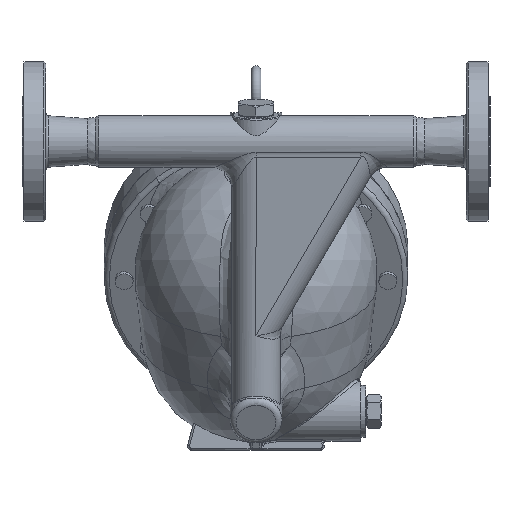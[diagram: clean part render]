
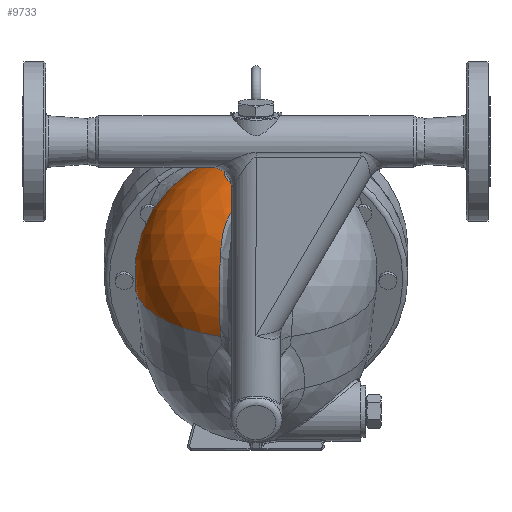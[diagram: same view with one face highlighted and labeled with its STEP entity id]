
A CAD part, left-side view. The second image highlights one B-rep face of the part: STEP entity #9733.
In plain terms, the highlighted spherical face has radius 122 mm.
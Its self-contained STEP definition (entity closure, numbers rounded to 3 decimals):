
#4169=CARTESIAN_POINT('',(130.124,99.481,-114.408));
#4170=VERTEX_POINT('',#4169);
#4178=CARTESIAN_POINT('',(79.051,55.924,-25.947));
#4179=VERTEX_POINT('',#4178);
#4180=CARTESIAN_POINT('',(121.154,0.,-98.873));
#4181=DIRECTION('',(0.866,0.,0.5));
#4182=DIRECTION('',(-0.089,-0.984,0.154));
#4183=AXIS2_PLACEMENT_3D('',#4180,#4181,#4182);
#4184=CIRCLE('',#4183,101.086);
#4185=EDGE_CURVE('',#4170,#4179,#4184,.T.);
#9606=CARTESIAN_POINT('',(62.,0.0,-133.025));
#9607=DIRECTION('',(0.0,0.0,1.0));
#9608=DIRECTION('',(1.0,0.0,0.0));
#9609=AXIS2_PLACEMENT_3D('',#9606,#9607,#9608);
#9610=SPHERICAL_SURFACE('',#9609,122.);
#9611=CARTESIAN_POINT('',(-37.208,20.03,-64.904));
#9612=VERTEX_POINT('',#9611);
#9613=CARTESIAN_POINT('',(-36.436,35.429,-195.787));
#9614=VERTEX_POINT('',#9613);
#9615=CARTESIAN_POINT('',(-37.208,20.03,-64.904));
#9616=CARTESIAN_POINT('',(-37.482,20.588,-65.468));
#9617=CARTESIAN_POINT('',(-38.041,21.663,-66.629));
#9618=CARTESIAN_POINT('',(-39.18,23.638,-69.052));
#9619=CARTESIAN_POINT('',(-40.645,25.832,-72.287));
#9620=CARTESIAN_POINT('',(-42.12,27.692,-75.744));
#9621=CARTESIAN_POINT('',(-43.283,28.998,-78.612));
#9622=CARTESIAN_POINT('',(-44.236,29.989,-81.049));
#9623=CARTESIAN_POINT('',(-45.257,30.961,-83.781));
#9624=CARTESIAN_POINT('',(-46.325,31.883,-86.799));
#9625=CARTESIAN_POINT('',(-48.026,33.22,-91.908));
#9626=CARTESIAN_POINT('',(-50.482,34.786,-100.344));
#9627=CARTESIAN_POINT('',(-52.554,35.706,-110.187));
#9628=CARTESIAN_POINT('',(-53.6,36.079,-117.935));
#9629=CARTESIAN_POINT('',(-54.027,36.22,-122.369));
#9630=CARTESIAN_POINT('',(-54.338,36.323,-126.794));
#9631=CARTESIAN_POINT('',(-54.508,36.392,-132.349));
#9632=CARTESIAN_POINT('',(-54.373,36.416,-137.924));
#9633=CARTESIAN_POINT('',(-54.076,36.423,-142.375));
#9634=CARTESIAN_POINT('',(-53.443,36.425,-149.038));
#9635=CARTESIAN_POINT('',(-52.239,36.424,-156.191));
#9636=CARTESIAN_POINT('',(-50.354,36.424,-163.72));
#9637=CARTESIAN_POINT('',(-48.46,36.413,-170.123));
#9638=CARTESIAN_POINT('',(-45.584,36.357,-177.987));
#9639=CARTESIAN_POINT('',(-41.383,36.107,-187.118));
#9640=CARTESIAN_POINT('',(-38.145,35.713,-192.947));
#9641=CARTESIAN_POINT('',(-36.436,35.429,-195.787));
#9642=B_SPLINE_CURVE_WITH_KNOTS('',3,(#9615,#9616,#9617,#9618,#9619,#9620,#9621,#9622,#9623,#9624,#9625,#9626,#9627,#9628,#9629,#9630,#9631,#9632,#9633,#9634,#9635,#9636,#9637,#9638,#9639,#9640,#9641),.UNSPECIFIED.,.F.,.U.,(4,1,1,1,1,1,1,1,1,1,1,1,1,1,1,1,1,1,1,1,1,1,1,1,4),(-69.263,-68.978,-68.694,-68.126,-67.557,-67.273,-66.988,-66.609,-66.23,-65.851,-64.714,-63.198,-62.44,-62.061,-61.682,-60.924,-60.166,-59.787,-59.408,-57.892,-57.323,-56.755,-55.618,-54.481,-53.344),.UNSPECIFIED.);
#9643=EDGE_CURVE('',#9612,#9614,#9642,.T.);
#9644=ORIENTED_EDGE('',*,*,#9643,.F.);
#9645=CARTESIAN_POINT('',(-21.022,20.03,-45.904));
#9646=VERTEX_POINT('',#9645);
#9647=CARTESIAN_POINT('',(62.,20.03,-133.025));
#9648=DIRECTION('',(0.0,-1.,0.0));
#9649=DIRECTION('',(0.767,0.0,-0.642));
#9650=AXIS2_PLACEMENT_3D('',#9647,#9648,#9649);
#9651=CIRCLE('',#9650,120.345);
#9652=EDGE_CURVE('',#9646,#9612,#9651,.T.);
#9653=ORIENTED_EDGE('',*,*,#9652,.F.);
#9654=CARTESIAN_POINT('',(20.869,26.968,-21.379));
#9655=VERTEX_POINT('',#9654);
#9656=CARTESIAN_POINT('',(20.869,26.968,-21.379));
#9657=CARTESIAN_POINT('',(20.422,27.251,-21.612));
#9658=CARTESIAN_POINT('',(19.341,27.897,-22.177));
#9659=CARTESIAN_POINT('',(16.929,29.153,-23.448));
#9660=CARTESIAN_POINT('',(13.554,30.486,-25.251));
#9661=CARTESIAN_POINT('',(8.956,31.622,-27.759));
#9662=CARTESIAN_POINT('',(4.72,31.991,-30.129));
#9663=CARTESIAN_POINT('',(1.466,31.845,-31.993));
#9664=CARTESIAN_POINT('',(-0.383,31.641,-33.065));
#9665=CARTESIAN_POINT('',(-2.227,31.355,-34.142));
#9666=CARTESIAN_POINT('',(-4.51,30.845,-35.493));
#9667=CARTESIAN_POINT('',(-7.64,29.851,-37.376));
#9668=CARTESIAN_POINT('',(-10.433,28.61,-39.092));
#9669=CARTESIAN_POINT('',(-12.887,27.215,-40.628));
#9670=CARTESIAN_POINT('',(-15.273,25.639,-42.14));
#9671=CARTESIAN_POINT('',(-17.523,23.802,-43.593));
#9672=CARTESIAN_POINT('',(-19.591,21.722,-44.952));
#9673=CARTESIAN_POINT('',(-20.557,20.607,-45.593));
#9674=CARTESIAN_POINT('',(-21.022,20.03,-45.904));
#9675=B_SPLINE_CURVE_WITH_KNOTS('',3,(#9656,#9657,#9658,#9659,#9660,#9661,#9662,#9663,#9664,#9665,#9666,#9667,#9668,#9669,#9670,#9671,#9672,#9673,#9674),.UNSPECIFIED.,.F.,.U.,(4,1,1,1,1,1,1,1,1,1,1,1,1,1,1,1,4),(-22.914,-22.73,-22.473,-21.96,-21.446,-20.762,-20.42,-20.248,-20.077,-19.735,-19.393,-18.879,-18.623,-18.366,-17.852,-17.596,-17.339),.UNSPECIFIED.);
#9676=EDGE_CURVE('',#9655,#9646,#9675,.T.);
#9677=ORIENTED_EDGE('',*,*,#9676,.F.);
#9678=CARTESIAN_POINT('',(30.885,16.892,-16.276));
#9679=VERTEX_POINT('',#9678);
#9680=CARTESIAN_POINT('',(30.885,16.892,-16.276));
#9681=CARTESIAN_POINT('',(30.472,17.554,-16.482));
#9682=CARTESIAN_POINT('',(29.605,18.836,-16.915));
#9683=CARTESIAN_POINT('',(27.698,21.257,-17.873));
#9684=CARTESIAN_POINT('',(25.012,23.994,-19.236));
#9685=CARTESIAN_POINT('',(22.456,25.945,-20.553));
#9686=CARTESIAN_POINT('',(21.044,26.857,-21.288));
#9687=CARTESIAN_POINT('',(20.869,26.968,-21.379));
#9688=B_SPLINE_CURVE_WITH_KNOTS('',3,(#9680,#9681,#9682,#9683,#9684,#9685,#9686,#9687),.UNSPECIFIED.,.F.,.U.,(4,1,1,1,1,4),(-24.527,-24.27,-24.013,-23.5,-22.987,-22.914),.UNSPECIFIED.);
#9689=EDGE_CURVE('',#9679,#9655,#9688,.T.);
#9690=ORIENTED_EDGE('',*,*,#9689,.F.);
#9691=CARTESIAN_POINT('',(79.293,16.892,-13.444));
#9692=VERTEX_POINT('',#9691);
#9693=CARTESIAN_POINT('',(62.,16.892,-133.025));
#9694=DIRECTION('',(0.0,-1.0,0.0));
#9695=DIRECTION('',(-0.046,0.0,0.999));
#9696=AXIS2_PLACEMENT_3D('',#9693,#9694,#9695);
#9697=CIRCLE('',#9696,120.825);
#9698=EDGE_CURVE('',#9692,#9679,#9697,.T.);
#9699=ORIENTED_EDGE('',*,*,#9698,.F.);
#9700=CARTESIAN_POINT('',(78.331,43.777,-20.327));
#9701=VERTEX_POINT('',#9700);
#9702=CARTESIAN_POINT('',(79.293,16.892,-13.444));
#9703=CARTESIAN_POINT('',(79.199,22.292,-14.194));
#9704=CARTESIAN_POINT('',(79.055,27.733,-15.319));
#9705=CARTESIAN_POINT('',(78.848,33.078,-16.81));
#9706=CARTESIAN_POINT('',(78.707,36.7,-17.821));
#9707=CARTESIAN_POINT('',(78.537,40.279,-18.998));
#9708=CARTESIAN_POINT('',(78.331,43.777,-20.327));
#9709=B_SPLINE_CURVE_WITH_KNOTS('',3,(#9702,#9703,#9704,#9705,#9706,#9707,#9708),.UNSPECIFIED.,.F.,.U.,(4,3,4),(18.889,20.434,21.48),.UNSPECIFIED.);
#9710=EDGE_CURVE('',#9692,#9701,#9709,.T.);
#9711=ORIENTED_EDGE('',*,*,#9710,.T.);
#9712=CARTESIAN_POINT('',(78.331,43.777,-20.327));
#9713=CARTESIAN_POINT('',(78.311,44.116,-20.456));
#9714=CARTESIAN_POINT('',(78.297,44.455,-20.588));
#9715=CARTESIAN_POINT('',(78.206,47.751,-21.889));
#9716=CARTESIAN_POINT('',(78.462,51.565,-23.581));
#9717=CARTESIAN_POINT('',(79.044,55.872,-25.919));
#9718=CARTESIAN_POINT('',(79.047,55.898,-25.933));
#9719=CARTESIAN_POINT('',(79.051,55.924,-25.947));
#9720=B_SPLINE_CURVE_WITH_KNOTS('',3,(#9712,#9713,#9714,#9715,#9716,#9717,#9718,#9719),.UNSPECIFIED.,.F.,.U.,(4,2,2,4),(0.0,0.109,1.063,1.069),.UNSPECIFIED.);
#9721=EDGE_CURVE('',#4179,#9701,#9720,.F.);
#9722=ORIENTED_EDGE('',*,*,#9721,.F.);
#9723=ORIENTED_EDGE('',*,*,#4185,.F.);
#9724=CARTESIAN_POINT('',(67.785,0.0,-144.866));
#9725=DIRECTION('',(0.439,0.0,-0.898));
#9726=DIRECTION('',(-0.898,0.0,-0.439));
#9727=AXIS2_PLACEMENT_3D('',#9724,#9725,#9726);
#9728=CIRCLE('',#9727,121.286);
#9729=EDGE_CURVE('',#9614,#4170,#9728,.T.);
#9730=ORIENTED_EDGE('',*,*,#9729,.F.);
#9731=EDGE_LOOP('',(#9644,#9653,#9677,#9690,#9699,#9711,#9722,#9723,#9730));
#9732=FACE_OUTER_BOUND('',#9731,.T.);
#9733=ADVANCED_FACE('',(#9732),#9610,.T.);
